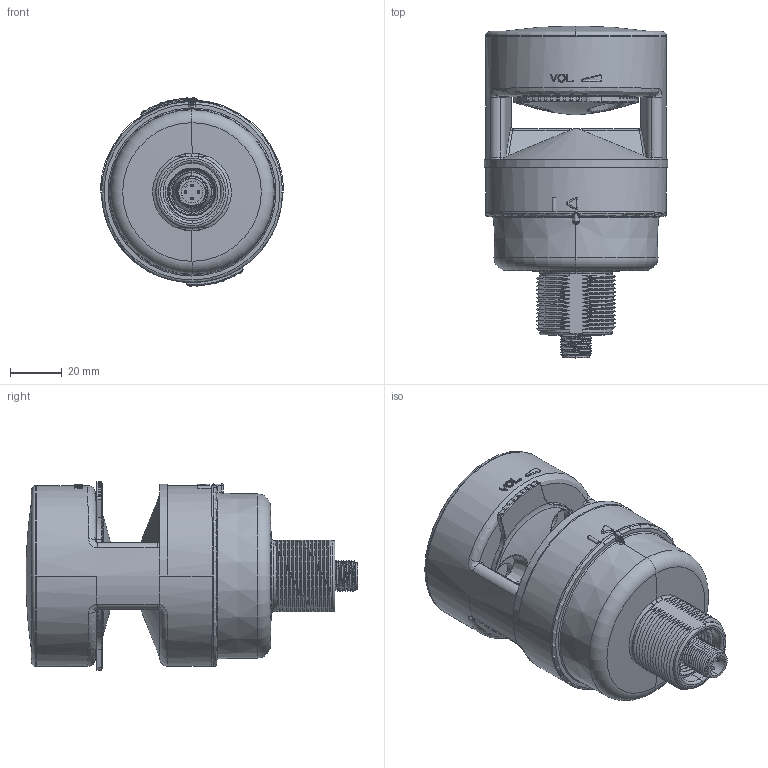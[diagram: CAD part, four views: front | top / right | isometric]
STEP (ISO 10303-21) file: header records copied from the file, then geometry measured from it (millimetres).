
FILE_DESCRIPTION((''),'2;1');
FILE_NAME('183314_ASM','2014-09-05T',('pdmadmin'),(''),'PRO/ENGINEER BY PARAMETRIC TECHNOLOGY CORPORATION, 2013230','PRO/ENGINEER BY PARAMETRIC TECHNOLOGY CORPORATION, 2013230','');
FILE_SCHEMA(('CONFIG_CONTROL_DESIGN'));
Length unit declared in the file: millimetre
Products named in the file (7): 180077; 180482; 08427; 180306; 180307; 180308; 183314_ASM
Assembly tree (6 placements, depth 2):
  183314_ASM
    180077
    180482
    08427
    180306
    180307
    180308
Bounding box: 71 x 128.41 x 72.99 mm (x, y, z)
Volume: 117712.9 mm3; surface area: 87512.1 mm2
Topology: 6 solids, 7 shells, 1425 faces, 3594 edges, 2229 vertices
Faces by surface type: cylinder 464, bspline 373, plane 292, torus 116, cone 108, sphere 46, extrusion 22, revolution 4
Entity records: 84896 total; most frequent: CARTESIAN_POINT 53740, ORIENTED_EDGE 7172, DIRECTION 5560, EDGE_CURVE 3588, AXIS2_PLACEMENT_3D 2280, VERTEX_POINT 2229, EDGE_LOOP 1502, FACE_OUTER_BOUND 1425
